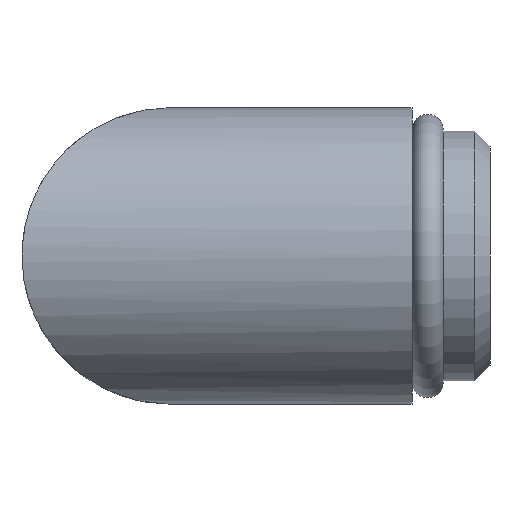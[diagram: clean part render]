
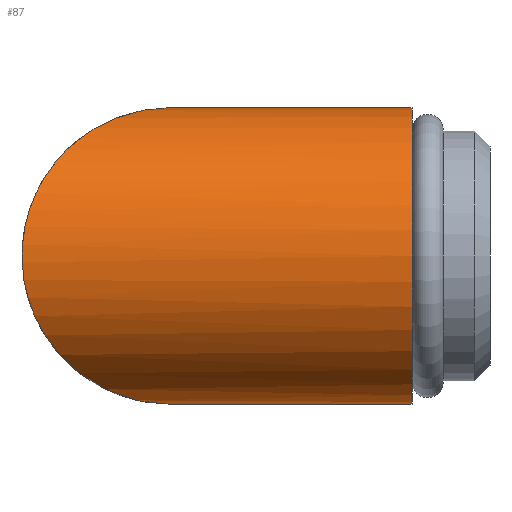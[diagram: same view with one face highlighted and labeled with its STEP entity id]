
A CAD part, left-side view. The second image highlights one B-rep face of the part: STEP entity #87.
In plain terms, the highlighted cylindrical face has radius 9.5 mm (diameter 19 mm), a full revolution.
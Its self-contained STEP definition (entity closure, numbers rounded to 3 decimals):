
#87 = ADVANCED_FACE( '', ( #126, #127 ), #128, .T. );
#126 = FACE_OUTER_BOUND( '', #166, .T. );
#127 = FACE_OUTER_BOUND( '', #167, .T. );
#128 = CYLINDRICAL_SURFACE( '', #168, 9.5 );
#166 = EDGE_LOOP( '', ( #230 ) );
#167 = EDGE_LOOP( '', ( #231 ) );
#168 = AXIS2_PLACEMENT_3D( '', #232, #233, #234 );
#230 = ORIENTED_EDGE( '', *, *, #248, .T. );
#231 = ORIENTED_EDGE( '', *, *, #244, .F. );
#232 = CARTESIAN_POINT( '', ( 0., 15., 0. ) );
#233 = DIRECTION( '', ( 0., 1., 0. ) );
#234 = DIRECTION( '', ( 0., 0., -1. ) );
#244 = EDGE_CURVE( '', #265, #265, #266, .T. );
#248 = EDGE_CURVE( '', #273, #273, #274, .T. );
#265 = VERTEX_POINT( '', #291 );
#266 = ELLIPSE( '', #292, 13.435, 9.5 );
#273 = VERTEX_POINT( '', #299 );
#274 = CIRCLE( '', #300, 9.5 );
#291 = CARTESIAN_POINT( '', ( 9.5, -4., 0. ) );
#292 = AXIS2_PLACEMENT_3D( '', #325, #326, #327 );
#299 = CARTESIAN_POINT( '', ( 0., -10., 9.5 ) );
#300 = AXIS2_PLACEMENT_3D( '', #337, #338, #339 );
#325 = CARTESIAN_POINT( '', ( 0., 5.5, 0. ) );
#326 = DIRECTION( '', ( 0.707, 0.707, 0. ) );
#327 = DIRECTION( '', ( 0.707, -0.707, 0. ) );
#337 = CARTESIAN_POINT( '', ( 0., -10., 0. ) );
#338 = DIRECTION( '', ( 0., 1., 0. ) );
#339 = DIRECTION( '', ( 0., 0., 1. ) );
